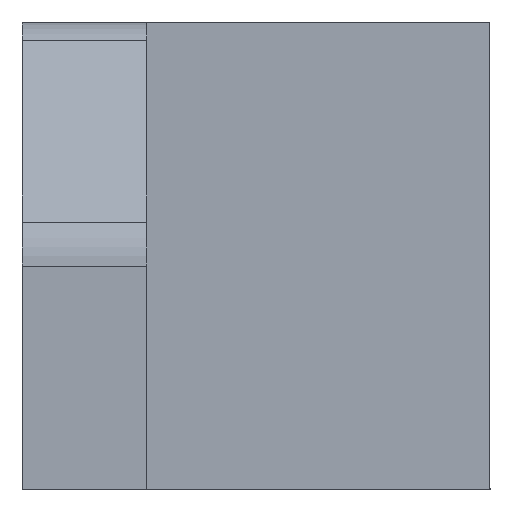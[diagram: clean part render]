
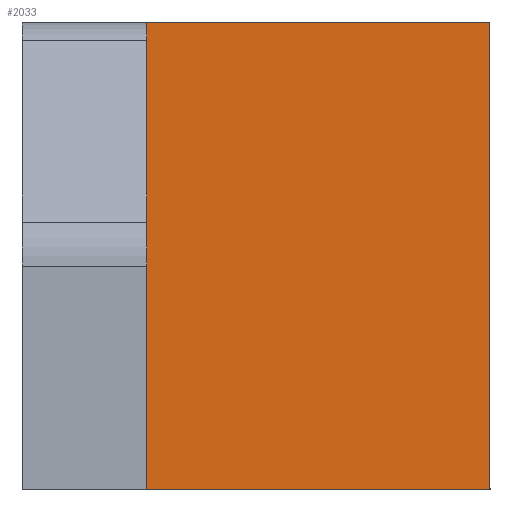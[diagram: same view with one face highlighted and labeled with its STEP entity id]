
A CAD part, left-side view. The second image highlights one B-rep face of the part: STEP entity #2033.
In plain terms, the highlighted planar face has unit normal (-1, 0, 0).
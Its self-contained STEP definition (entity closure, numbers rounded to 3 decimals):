
#2 = DIRECTION ( 'NONE',  ( 0., 1., 0. ) ) ;
#98 = EDGE_CURVE ( 'NONE', #2208, #4581, #4615, .T. ) ;
#191 = ORIENTED_EDGE ( 'NONE', *, *, #98, .T. ) ;
#259 = VECTOR ( 'NONE', #2, 1000. ) ;
#264 = LINE ( 'NONE', #406, #3111 ) ;
#406 = CARTESIAN_POINT ( 'NONE',  ( -28., -7.5, 0. ) ) ;
#649 = EDGE_LOOP ( 'NONE', ( #1849, #1761, #1390, #191 ) ) ;
#827 = CARTESIAN_POINT ( 'NONE',  ( -28., 3.5, 15. ) ) ;
#863 = DIRECTION ( 'NONE',  ( 0., 0., -1. ) ) ;
#1089 = LINE ( 'NONE', #1779, #259 ) ;
#1309 = CARTESIAN_POINT ( 'NONE',  ( -28., -7.5, 0. ) ) ;
#1321 = DIRECTION ( 'NONE',  ( 0., 0., 1. ) ) ;
#1390 = ORIENTED_EDGE ( 'NONE', *, *, #2103, .F. ) ;
#1412 = VECTOR ( 'NONE', #863, 1000. ) ;
#1512 = CARTESIAN_POINT ( 'NONE',  ( -28., -7.5, 0. ) ) ;
#1520 = LINE ( 'NONE', #4106, #1412 ) ;
#1761 = ORIENTED_EDGE ( 'NONE', *, *, #4127, .T. ) ;
#1779 = CARTESIAN_POINT ( 'NONE',  ( -28., -7.5, 15. ) ) ;
#1849 = ORIENTED_EDGE ( 'NONE', *, *, #2541, .T. ) ;
#1996 = CARTESIAN_POINT ( 'NONE',  ( -28., -7.5, 15. ) ) ;
#2024 = DIRECTION ( 'NONE',  ( 0., 0., 1. ) ) ;
#2033 = ADVANCED_FACE ( 'NONE', ( #2605 ), #3454, .T. ) ;
#2103 = EDGE_CURVE ( 'NONE', #2208, #4072, #264, .T. ) ;
#2208 = VERTEX_POINT ( 'NONE', #1512 ) ;
#2307 = AXIS2_PLACEMENT_3D ( 'NONE', #1309, #4198, #2024 ) ;
#2541 = EDGE_CURVE ( 'NONE', #4581, #3077, #1089, .T. ) ;
#2605 = FACE_OUTER_BOUND ( 'NONE', #649, .T. ) ;
#2903 = DIRECTION ( 'NONE',  ( 0., 1., 0. ) ) ;
#3077 = VERTEX_POINT ( 'NONE', #827 ) ;
#3101 = CARTESIAN_POINT ( 'NONE',  ( -28., -7.5, 0. ) ) ;
#3111 = VECTOR ( 'NONE', #2903, 1000. ) ;
#3454 = PLANE ( 'NONE',  #2307 ) ;
#4072 = VERTEX_POINT ( 'NONE', #4075 ) ;
#4075 = CARTESIAN_POINT ( 'NONE',  ( -28., 3.5, 0. ) ) ;
#4106 = CARTESIAN_POINT ( 'NONE',  ( -28., 3.5, 0. ) ) ;
#4127 = EDGE_CURVE ( 'NONE', #3077, #4072, #1520, .T. ) ;
#4198 = DIRECTION ( 'NONE',  ( -1., 0., 0. ) ) ;
#4503 = VECTOR ( 'NONE', #1321, 1000. ) ;
#4581 = VERTEX_POINT ( 'NONE', #1996 ) ;
#4615 = LINE ( 'NONE', #3101, #4503 ) ;
